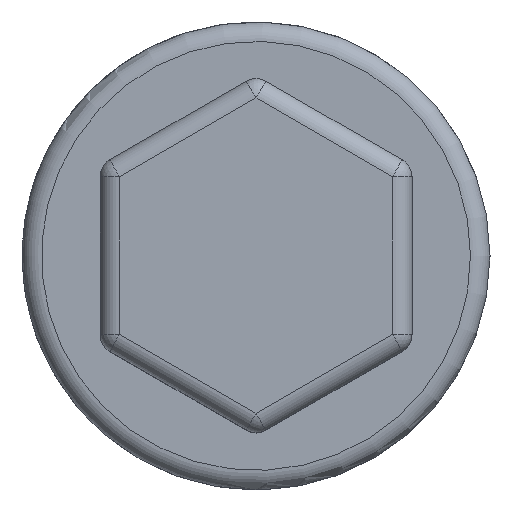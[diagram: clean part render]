
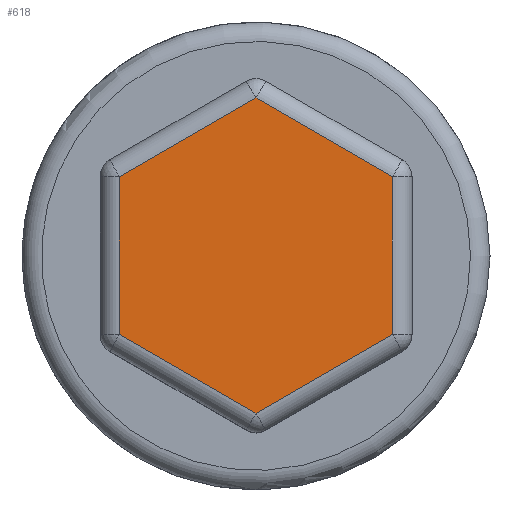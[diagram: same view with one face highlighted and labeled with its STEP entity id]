
A CAD part, top view. The second image highlights one B-rep face of the part: STEP entity #618.
In plain terms, the highlighted planar face has unit normal (0, 0, 1).
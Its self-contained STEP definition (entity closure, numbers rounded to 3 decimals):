
#25=CARTESIAN_POINT('',(-3.5,2.021,6.5));
#26=VERTEX_POINT('',#25);
#92=CARTESIAN_POINT('',(-3.5,-2.021,6.5));
#93=VERTEX_POINT('',#92);
#159=CARTESIAN_POINT('',(0.,4.041,6.5));
#160=VERTEX_POINT('',#159);
#227=CARTESIAN_POINT('',(-3.5,2.021,6.5));
#228=DIRECTION('',(0.866,0.5,0.));
#229=VECTOR('',#228,4.041);
#230=LINE('',#227,#229);
#231=EDGE_CURVE('',#26,#160,#230,.T.);
#248=CARTESIAN_POINT('',(0.,-4.041,6.5));
#249=VERTEX_POINT('',#248);
#315=CARTESIAN_POINT('',(3.5,2.021,6.5));
#316=VERTEX_POINT('',#315);
#383=CARTESIAN_POINT('',(0.,4.041,6.5));
#384=DIRECTION('',(0.866,-0.5,0.));
#385=VECTOR('',#384,4.041);
#386=LINE('',#383,#385);
#387=EDGE_CURVE('',#160,#316,#386,.T.);
#404=CARTESIAN_POINT('',(3.5,-2.021,6.5));
#405=VERTEX_POINT('',#404);
#472=CARTESIAN_POINT('',(3.5,2.021,6.5));
#473=DIRECTION('',(0.,-1.,0.));
#474=VECTOR('',#473,4.041);
#475=LINE('',#472,#474);
#476=EDGE_CURVE('',#316,#405,#475,.T.);
#494=CARTESIAN_POINT('',(3.5,-2.021,6.5));
#495=DIRECTION('',(-0.866,-0.5,0.));
#496=VECTOR('',#495,4.041);
#497=LINE('',#494,#496);
#498=EDGE_CURVE('',#405,#249,#497,.T.);
#516=CARTESIAN_POINT('',(0.,-4.041,6.5));
#517=DIRECTION('',(-0.866,0.5,0.));
#518=VECTOR('',#517,4.041);
#519=LINE('',#516,#518);
#520=EDGE_CURVE('',#249,#93,#519,.T.);
#538=CARTESIAN_POINT('',(-3.5,-2.021,6.5));
#539=DIRECTION('',(0.,1.,0.));
#540=VECTOR('',#539,4.041);
#541=LINE('',#538,#540);
#542=EDGE_CURVE('',#93,#26,#541,.T.);
#605=CARTESIAN_POINT('',(0.,0.,6.5));
#606=DIRECTION('',(1.,0.,0.));
#607=DIRECTION('',(0.,0.,1.));
#608=AXIS2_PLACEMENT_3D('',#605,#607,#606);
#609=PLANE('',#608);
#610=ORIENTED_EDGE('',*,*,#231,.F.);
#611=ORIENTED_EDGE('',*,*,#542,.F.);
#612=ORIENTED_EDGE('',*,*,#520,.F.);
#613=ORIENTED_EDGE('',*,*,#498,.F.);
#614=ORIENTED_EDGE('',*,*,#476,.F.);
#615=ORIENTED_EDGE('',*,*,#387,.F.);
#616=EDGE_LOOP('',(#610,#611,#612,#613,#614,#615));
#617=FACE_OUTER_BOUND('',#616,.T.);
#618=ADVANCED_FACE('F22',(#617),#609,.T.);
